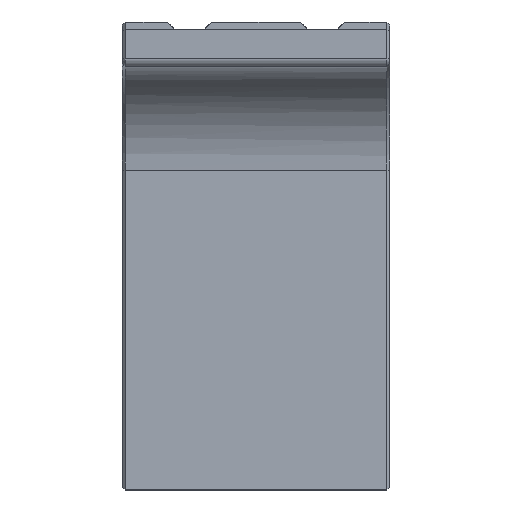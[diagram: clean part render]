
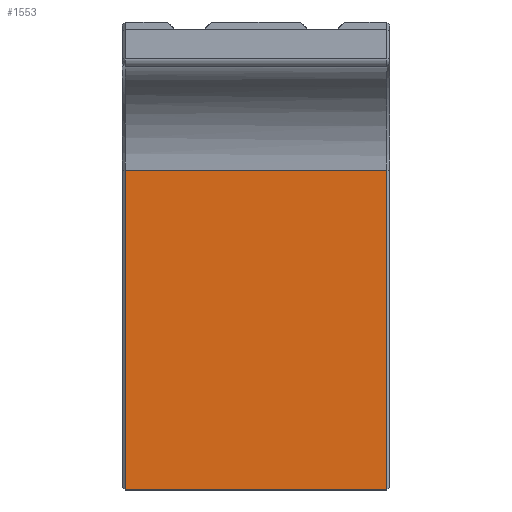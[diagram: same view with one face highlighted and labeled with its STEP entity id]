
A CAD part, top view. The second image highlights one B-rep face of the part: STEP entity #1553.
In plain terms, the highlighted planar face has unit normal (0, 0, 1).
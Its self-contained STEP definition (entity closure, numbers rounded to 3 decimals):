
#42=PLANE('',#1667);
#129=FACE_OUTER_BOUND('',#226,.T.);
#226=EDGE_LOOP('',(#1192,#1193,#1194,#1195));
#326=LINE('',#2288,#523);
#360=LINE('',#2364,#557);
#361=LINE('',#2367,#558);
#387=LINE('',#2421,#584);
#523=VECTOR('',#1773,10.);
#557=VECTOR('',#1825,10.);
#558=VECTOR('',#1828,10.);
#584=VECTOR('',#1874,10.);
#718=VERTEX_POINT('',#2194);
#720=VERTEX_POINT('',#2210);
#755=VERTEX_POINT('',#2362);
#756=VERTEX_POINT('',#2366);
#864=EDGE_CURVE('',#718,#720,#326,.T.);
#902=EDGE_CURVE('',#755,#718,#360,.T.);
#903=EDGE_CURVE('',#720,#756,#361,.T.);
#931=EDGE_CURVE('',#756,#755,#387,.T.);
#1192=ORIENTED_EDGE('',*,*,#864,.F.);
#1193=ORIENTED_EDGE('',*,*,#902,.F.);
#1194=ORIENTED_EDGE('',*,*,#931,.F.);
#1195=ORIENTED_EDGE('',*,*,#903,.F.);
#1553=ADVANCED_FACE('',(#129),#42,.T.);
#1667=AXIS2_PLACEMENT_3D('',#2426,#1879,#1880);
#1773=DIRECTION('',(1.,0.,0.));
#1825=DIRECTION('',(0.,1.,0.));
#1828=DIRECTION('',(0.,-1.,0.));
#1874=DIRECTION('',(-1.,0.,0.));
#1879=DIRECTION('center_axis',(0.,0.,
1.));
#1880=DIRECTION('ref_axis',(0.,1.,0.));
#2194=CARTESIAN_POINT('',(110.9,331.006,1.5));
#2210=CARTESIAN_POINT('',(146.355,331.006,1.5));
#2288=CARTESIAN_POINT('',(157.116,331.006,1.5));
#2362=CARTESIAN_POINT('',(110.9,287.749,1.5));
#2364=CARTESIAN_POINT('',(110.9,311.471,1.5));
#2366=CARTESIAN_POINT('',(146.355,287.749,1.5));
#2367=CARTESIAN_POINT('',(146.355,311.471,1.5));
#2421=CARTESIAN_POINT('',(145.255,287.749,1.5));
#2426=CARTESIAN_POINT('Origin',(145.255,298.285,1.5));
